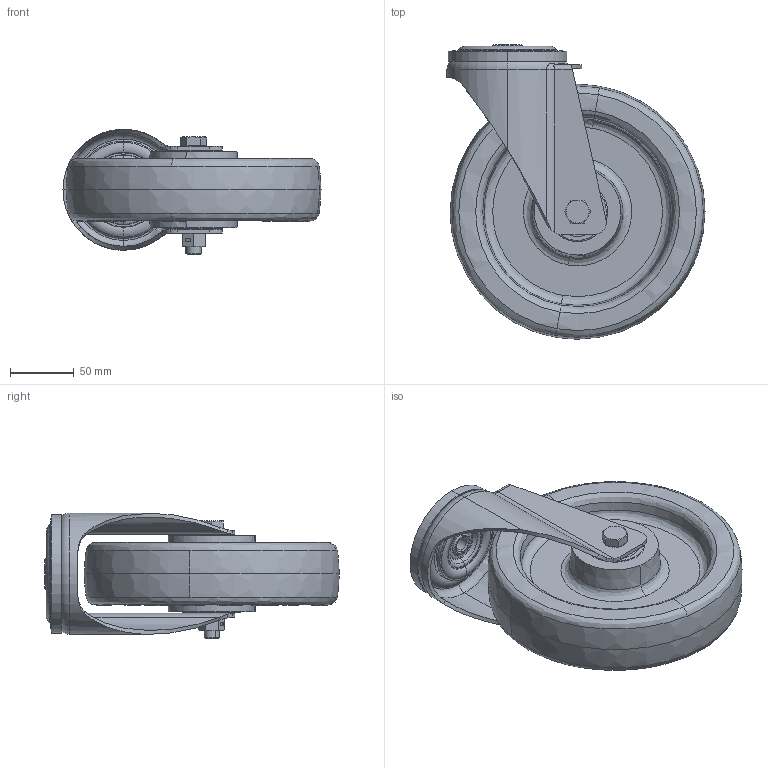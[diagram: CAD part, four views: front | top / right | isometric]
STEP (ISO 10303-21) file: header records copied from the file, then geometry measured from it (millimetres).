
FILE_DESCRIPTION (( 'STEP AP214' ), '1' );
FILE_NAME ('0055911.step', '2023-08-22T10:14:19', ( '' ), ( '' ), 'SwSTEP 2.0', 'SolidWorks 2020', '' );
FILE_SCHEMA (( 'AUTOMOTIVE_DESIGN' ));
Length unit declared in the file: millimetre
Products named in the file (1): 0055911
Bounding box: 202.5 x 231 x 98.5 mm (x, y, z)
Volume: 1152155.2 mm3; surface area: 242572.4 mm2
Topology: 27 solids, 28 shells, 462 faces, 992 edges, 577 vertices
Faces by surface type: torus 106, cylinder 104, plane 95, cone 91, bspline 42, sphere 24
Entity records: 22162 total; most frequent: CARTESIAN_POINT 6931, DIRECTION 2255, ORIENTED_EDGE 1888, AXIS2_PLACEMENT_3D 1002, EDGE_CURVE 944, CIRCLE 581, VERTEX_POINT 553, EDGE_LOOP 519
